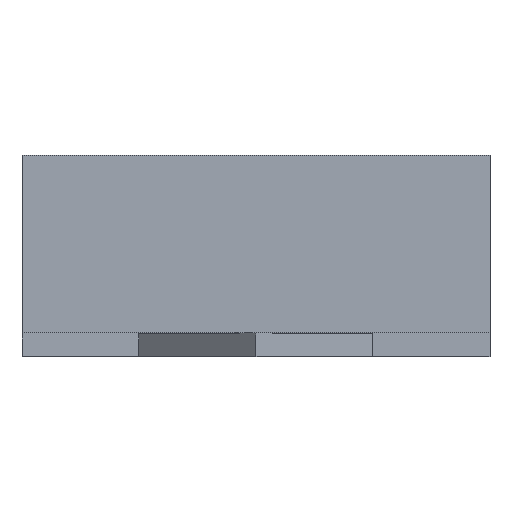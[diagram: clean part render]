
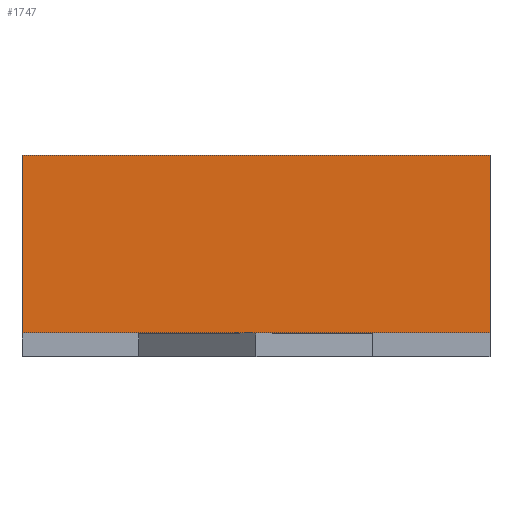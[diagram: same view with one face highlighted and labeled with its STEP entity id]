
A CAD part, top view. The second image highlights one B-rep face of the part: STEP entity #1747.
In plain terms, the highlighted planar face has unit normal (0, 0, 1).
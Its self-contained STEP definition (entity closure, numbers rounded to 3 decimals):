
#45 = FACE_OUTER_BOUND ( 'NONE', #2052, .T. ) ;
#56 = DIRECTION ( 'NONE',  ( 0., 0., -1. ) ) ;
#300 = DIRECTION ( 'NONE',  ( 1., 0., 0. ) ) ;
#324 = DIRECTION ( 'NONE',  ( 0., -1., 0. ) ) ;
#330 = CARTESIAN_POINT ( 'NONE',  ( -0.5, 0.43, 0.5 ) ) ;
#385 = CARTESIAN_POINT ( 'NONE',  ( -0.5, 0.43, 0.5 ) ) ;
#694 = CARTESIAN_POINT ( 'NONE',  ( 0.5, 0.43, 0.5 ) ) ;
#702 = AXIS2_PLACEMENT_3D ( 'NONE', #1827, #56, #930 ) ;
#710 = EDGE_CURVE ( 'NONE', #2050, #2200, #1509, .T. ) ;
#711 = VECTOR ( 'NONE', #300, 1000. ) ;
#737 = PLANE ( 'NONE',  #702 ) ;
#843 = CARTESIAN_POINT ( 'NONE',  ( -0.5, 0.05, 0.5 ) ) ;
#858 = VECTOR ( 'NONE', #324, 1000. ) ;
#873 = LINE ( 'NONE', #843, #1653 ) ;
#883 = DIRECTION ( 'NONE',  ( 0., -1., 0. ) ) ;
#930 = DIRECTION ( 'NONE',  ( 0., -1., 0. ) ) ;
#1193 = CARTESIAN_POINT ( 'NONE',  ( 0.5, 0.43, 0.5 ) ) ;
#1482 = ORIENTED_EDGE ( 'NONE', *, *, #1910, .T. ) ;
#1509 = LINE ( 'NONE', #385, #711 ) ;
#1551 = ORIENTED_EDGE ( 'NONE', *, *, #1983, .F. ) ;
#1601 = CARTESIAN_POINT ( 'NONE',  ( -0.5, 0.05, 0.5 ) ) ;
#1629 = LINE ( 'NONE', #694, #858 ) ;
#1640 = LINE ( 'NONE', #1796, #1687 ) ;
#1651 = CARTESIAN_POINT ( 'NONE',  ( 0.5, 0.05, 0.5 ) ) ;
#1653 = VECTOR ( 'NONE', #2305, 1000. ) ;
#1687 = VECTOR ( 'NONE', #883, 1000. ) ;
#1718 = VERTEX_POINT ( 'NONE', #1601 ) ;
#1736 = VERTEX_POINT ( 'NONE', #1651 ) ;
#1747 = ADVANCED_FACE ( 'NONE', ( #45 ), #737, .F. ) ;
#1796 = CARTESIAN_POINT ( 'NONE',  ( -0.5, 0.43, 0.5 ) ) ;
#1827 = CARTESIAN_POINT ( 'NONE',  ( -0.5, 0.43, 0.5 ) ) ;
#1910 = EDGE_CURVE ( 'NONE', #1718, #1736, #873, .T. ) ;
#1919 = ORIENTED_EDGE ( 'NONE', *, *, #710, .F. ) ;
#1928 = EDGE_CURVE ( 'NONE', #2050, #1718, #1640, .T. ) ;
#1983 = EDGE_CURVE ( 'NONE', #2200, #1736, #1629, .T. ) ;
#2050 = VERTEX_POINT ( 'NONE', #330 ) ;
#2052 = EDGE_LOOP ( 'NONE', ( #1482, #1551, #1919, #2254 ) ) ;
#2200 = VERTEX_POINT ( 'NONE', #1193 ) ;
#2254 = ORIENTED_EDGE ( 'NONE', *, *, #1928, .T. ) ;
#2305 = DIRECTION ( 'NONE',  ( 1., 0., 0. ) ) ;
